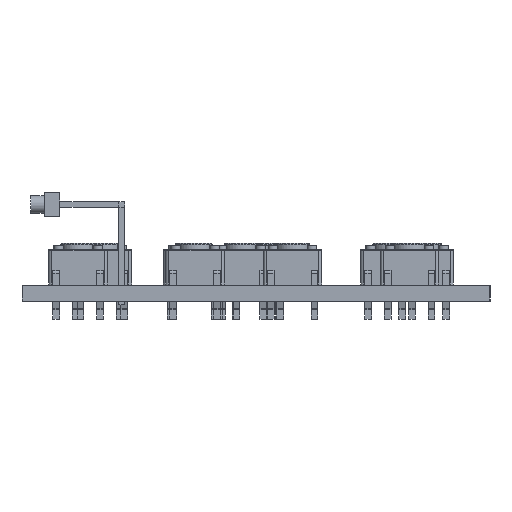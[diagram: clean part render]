
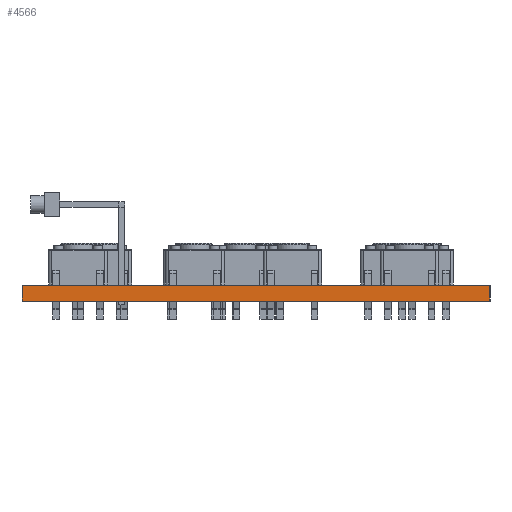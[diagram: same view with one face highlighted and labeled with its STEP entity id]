
A CAD part, left-side view. The second image highlights one B-rep face of the part: STEP entity #4566.
In plain terms, the highlighted planar face has unit normal (-1, 0, 0).
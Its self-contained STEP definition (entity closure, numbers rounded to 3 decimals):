
#4510 = VERTEX_POINT('',#4511);
#4511 = CARTESIAN_POINT('',(25.,-79.75,1.6));
#4517 = EDGE_CURVE('',#4518,#4510,#4520,.T.);
#4518 = VERTEX_POINT('',#4519);
#4519 = CARTESIAN_POINT('',(25.,-79.75,0.));
#4520 = LINE('',#4521,#4522);
#4521 = CARTESIAN_POINT('',(25.,-79.75,0.));
#4522 = VECTOR('',#4523,1.);
#4523 = DIRECTION('',(0.,0.,1.));
#4566 = ADVANCED_FACE('',(#4567),#4592,.T.);
#4567 = FACE_BOUND('',#4568,.T.);
#4568 = EDGE_LOOP('',(#4569,#4570,#4578,#4586));
#4569 = ORIENTED_EDGE('',*,*,#4517,.T.);
#4570 = ORIENTED_EDGE('',*,*,#4571,.T.);
#4571 = EDGE_CURVE('',#4510,#4572,#4574,.T.);
#4572 = VERTEX_POINT('',#4573);
#4573 = CARTESIAN_POINT('',(25.,-31.75,1.6));
#4574 = LINE('',#4575,#4576);
#4575 = CARTESIAN_POINT('',(25.,-79.75,1.6));
#4576 = VECTOR('',#4577,1.);
#4577 = DIRECTION('',(0.,1.,0.));
#4578 = ORIENTED_EDGE('',*,*,#4579,.F.);
#4579 = EDGE_CURVE('',#4580,#4572,#4582,.T.);
#4580 = VERTEX_POINT('',#4581);
#4581 = CARTESIAN_POINT('',(25.,-31.75,0.));
#4582 = LINE('',#4583,#4584);
#4583 = CARTESIAN_POINT('',(25.,-31.75,0.));
#4584 = VECTOR('',#4585,1.);
#4585 = DIRECTION('',(0.,0.,1.));
#4586 = ORIENTED_EDGE('',*,*,#4587,.F.);
#4587 = EDGE_CURVE('',#4518,#4580,#4588,.T.);
#4588 = LINE('',#4589,#4590);
#4589 = CARTESIAN_POINT('',(25.,-79.75,0.));
#4590 = VECTOR('',#4591,1.);
#4591 = DIRECTION('',(0.,1.,0.));
#4592 = PLANE('',#4593);
#4593 = AXIS2_PLACEMENT_3D('',#4594,#4595,#4596);
#4594 = CARTESIAN_POINT('',(25.,-79.75,0.));
#4595 = DIRECTION('',(-1.,0.,0.));
#4596 = DIRECTION('',(0.,1.,0.));
